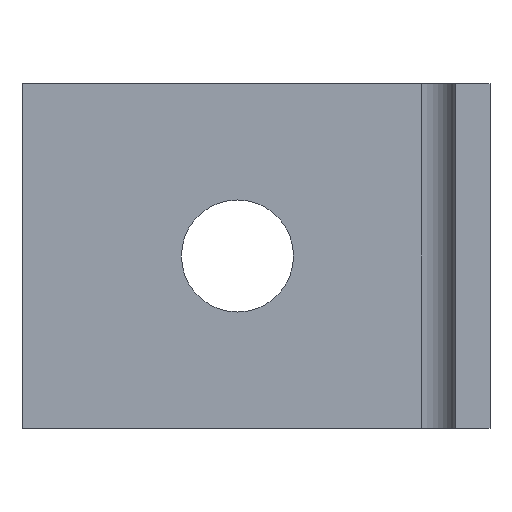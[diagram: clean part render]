
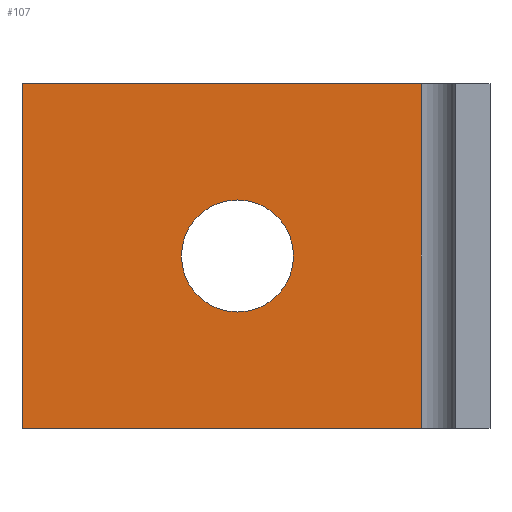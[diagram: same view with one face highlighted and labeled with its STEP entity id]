
A CAD part, left-side view. The second image highlights one B-rep face of the part: STEP entity #107.
In plain terms, the highlighted planar face has unit normal (-1, 0, 0).
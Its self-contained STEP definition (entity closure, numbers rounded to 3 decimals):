
#3 = DIRECTION ( 'NONE',  ( 0., 0., -1. ) ) ;
#10 = EDGE_CURVE ( 'NONE', #479, #176, #375, .T. ) ;
#13 = DIRECTION ( 'NONE',  ( 0., 0., 1. ) ) ;
#30 = DIRECTION ( 'NONE',  ( 0., 1., 0. ) ) ;
#34 = DIRECTION ( 'NONE',  ( 0., 0., -1. ) ) ;
#36 = CARTESIAN_POINT ( 'NONE',  ( -4., 0., 20. ) ) ;
#37 = PLANE ( 'NONE',  #201 ) ;
#77 = DIRECTION ( 'NONE',  ( 0., 0., 1. ) ) ;
#85 = FACE_BOUND ( 'NONE', #356, .T. ) ;
#87 = CARTESIAN_POINT ( 'NONE',  ( -4., 54.3, -20. ) ) ;
#107 = ADVANCED_FACE ( 'NONE', ( #85, #341 ), #37, .T. ) ;
#141 = VERTEX_POINT ( 'NONE', #506 ) ;
#164 = ORIENTED_EDGE ( 'NONE', *, *, #407, .T. ) ;
#172 = EDGE_CURVE ( 'NONE', #391, #391, #361, .T. ) ;
#175 = CARTESIAN_POINT ( 'NONE',  ( -4., 29.3, 0. ) ) ;
#176 = VERTEX_POINT ( 'NONE', #87 ) ;
#191 = ORIENTED_EDGE ( 'NONE', *, *, #10, .F. ) ;
#192 = EDGE_CURVE ( 'NONE', #141, #479, #345, .T. ) ;
#193 = VERTEX_POINT ( 'NONE', #352 ) ;
#197 = VECTOR ( 'NONE', #34, 1000. ) ;
#201 = AXIS2_PLACEMENT_3D ( 'NONE', #36, #385, #77 ) ;
#257 = LINE ( 'NONE', #542, #319 ) ;
#264 = DIRECTION ( 'NONE',  ( 0., 1., 0. ) ) ;
#271 = DIRECTION ( 'NONE',  ( -1., 0., 0. ) ) ;
#278 = VECTOR ( 'NONE', #30, 1000. ) ;
#287 = AXIS2_PLACEMENT_3D ( 'NONE', #175, #271, #13 ) ;
#310 = EDGE_LOOP ( 'NONE', ( #191, #507, #164, #327 ) ) ;
#313 = ORIENTED_EDGE ( 'NONE', *, *, #172, .F. ) ;
#319 = VECTOR ( 'NONE', #264, 1000. ) ;
#325 = CARTESIAN_POINT ( 'NONE',  ( -4., 0., -20. ) ) ;
#327 = ORIENTED_EDGE ( 'NONE', *, *, #425, .T. ) ;
#341 = FACE_OUTER_BOUND ( 'NONE', #310, .T. ) ;
#345 = LINE ( 'NONE', #396, #554 ) ;
#352 = CARTESIAN_POINT ( 'NONE',  ( -4., 54.3, 20. ) ) ;
#356 = EDGE_LOOP ( 'NONE', ( #313 ) ) ;
#357 = CARTESIAN_POINT ( 'NONE',  ( -4., 29.3, 6.5 ) ) ;
#361 = CIRCLE ( 'NONE', #287, 6.5 ) ;
#375 = LINE ( 'NONE', #325, #278 ) ;
#385 = DIRECTION ( 'NONE',  ( -1., 0., 0. ) ) ;
#391 = VERTEX_POINT ( 'NONE', #357 ) ;
#396 = CARTESIAN_POINT ( 'NONE',  ( -4., 8., 20. ) ) ;
#407 = EDGE_CURVE ( 'NONE', #141, #193, #257, .T. ) ;
#425 = EDGE_CURVE ( 'NONE', #193, #176, #503, .T. ) ;
#479 = VERTEX_POINT ( 'NONE', #485 ) ;
#485 = CARTESIAN_POINT ( 'NONE',  ( -4., 8., -20. ) ) ;
#503 = LINE ( 'NONE', #544, #197 ) ;
#506 = CARTESIAN_POINT ( 'NONE',  ( -4., 8., 20. ) ) ;
#507 = ORIENTED_EDGE ( 'NONE', *, *, #192, .F. ) ;
#542 = CARTESIAN_POINT ( 'NONE',  ( -4., 0., 20. ) ) ;
#544 = CARTESIAN_POINT ( 'NONE',  ( -4., 54.3, 20. ) ) ;
#554 = VECTOR ( 'NONE', #3, 1000. ) ;
